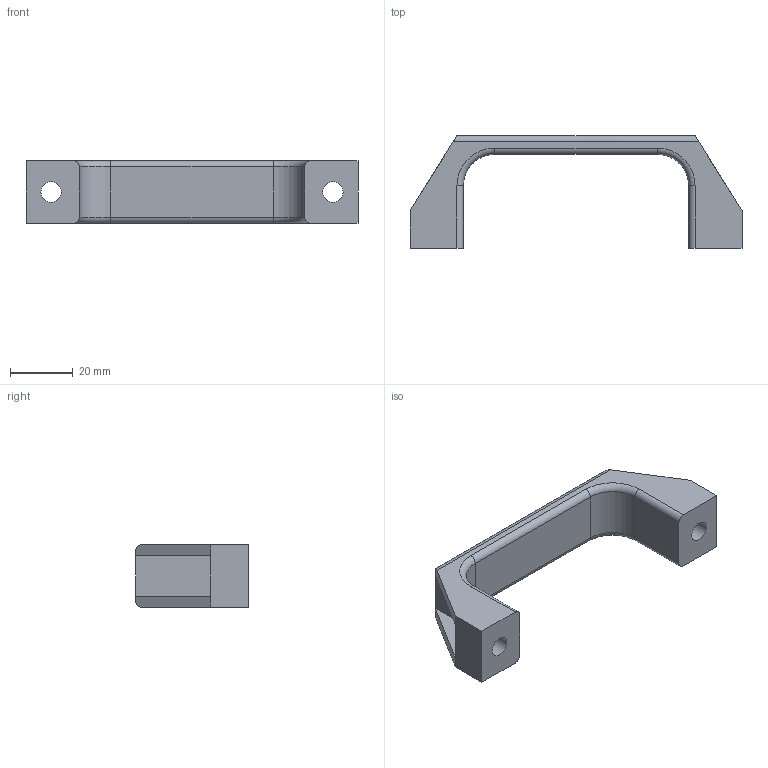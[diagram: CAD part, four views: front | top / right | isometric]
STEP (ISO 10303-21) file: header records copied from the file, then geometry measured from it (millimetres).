
FILE_DESCRIPTION( ( 'STEP AP214' ), '1' );
FILE_NAME( 'LE-LS-90.stp', '2025-06-09T17:13:26', ( '' ), ( '' ), ' ', 'PARTsolutions', ' ' );
FILE_SCHEMA( ( 'AUTOMOTIVE_DESIGN { 1 0 10303 214 1 1 1 1 }' ) );
Length unit declared in the file: millimetre
Products named in the file (1): _LE-LS-90
Bounding box: 106 x 36 x 20 mm (x, y, z)
Volume: 19837 mm3; surface area: 10208 mm2
Topology: 1 solids, 1 shells, 40 faces, 96 edges, 60 vertices
Faces by surface type: plane 22, cylinder 14, torus 4
Full cylindrical faces by diameter (mm): 6.5 x2, 12 x2
Entity records: 1480 total; most frequent: DIRECTION 206, CARTESIAN_POINT 193, ORIENTED_EDGE 184, EDGE_CURVE 92, AXIS2_PLACEMENT_3D 73, VERTEX_POINT 60, LINE 60, VECTOR 60
